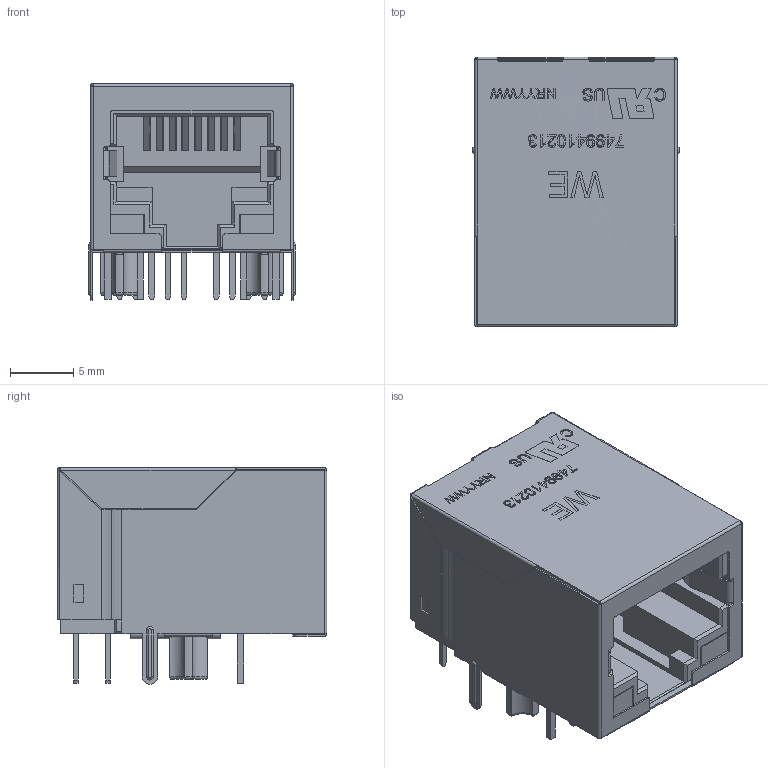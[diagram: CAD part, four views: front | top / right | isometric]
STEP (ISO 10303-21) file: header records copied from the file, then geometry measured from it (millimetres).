
FILE_DESCRIPTION(/* description */ ('Unknown'),/* implementation_level */ '2;1');
FILE_NAME(/* name */ 'T_Wurth_WE-RJ45LAN_7499410213',/* time_stamp */ '2025-08-21T16:01:03+08:00',/* author */ ('Unknown'),/* organization */ ('Unknown'),/* preprocessor_version */ 'ST-DEVELOPER v19.4',/* originating_system */ 'Solid Edge',/* authorisation */ 'Unknown');
FILE_SCHEMA (('AUTOMOTIVE_DESIGN {1 0 10303 214 3 1 1}'));
Products named in the file (2): T_Wurth_WE-RJ45LAN_7499410213
Assembly tree (1 placements, depth 2):
  T_Wurth_WE-RJ45LAN_7499410213
    T_Wurth_WE-RJ45LAN_7499410213
Bounding box: 16.3 x 21.25 x 17.1 mm (x, y, z)
Volume: 1829.6 mm3; surface area: 7035.1 mm2
Topology: 2 solids, 2 shells, 1636 faces, 4705 edges, 3047 vertices
Faces by surface type: plane 1302, cylinder 258, bspline 52, torus 24
Entity records: 65527 total; most frequent: CARTESIAN_POINT 11720, ORIENTED_EDGE 9402, DIRECTION 7945, EDGE_CURVE 4701, LINE 3745, VECTOR 3745, VERTEX_POINT 3047, AXIS2_PLACEMENT_3D 2100
